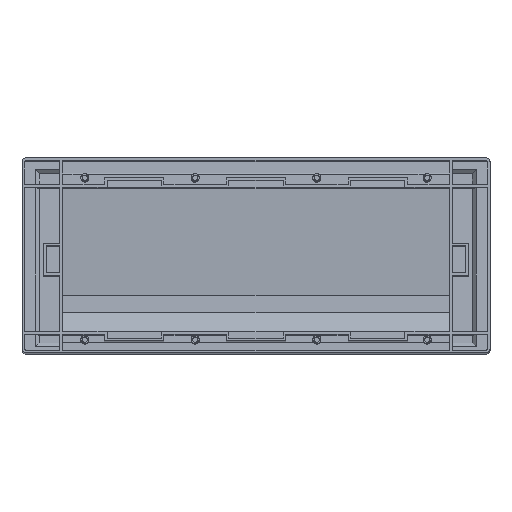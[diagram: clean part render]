
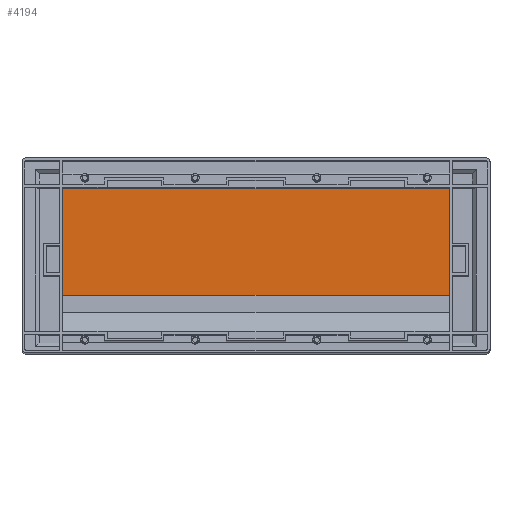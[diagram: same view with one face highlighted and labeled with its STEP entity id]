
A CAD part, top view. The second image highlights one B-rep face of the part: STEP entity #4194.
In plain terms, the highlighted planar face has unit normal (0, -0.005, 1).
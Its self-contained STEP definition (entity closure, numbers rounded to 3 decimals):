
#277=LINE('',#6665,#753);
#394=LINE('',#6905,#870);
#491=LINE('',#7124,#967);
#492=LINE('',#7125,#968);
#753=VECTOR('',#5038,10.);
#870=VECTOR('',#5237,10.);
#967=VECTOR('',#5446,10.);
#968=VECTOR('',#5447,10.);
#1167=PLANE('',#4499);
#1368=FACE_OUTER_BOUND('',#1619,.T.);
#1619=EDGE_LOOP('',(#3617,#3618,#3619,#3620));
#2019=VERTEX_POINT('',#6662);
#2020=VERTEX_POINT('',#6664);
#2101=VERTEX_POINT('',#6902);
#2102=VERTEX_POINT('',#6904);
#2470=EDGE_CURVE('',#2020,#2019,#277,.F.);
#2590=EDGE_CURVE('',#2102,#2101,#394,.F.);
#2701=EDGE_CURVE('',#2019,#2102,#491,.T.);
#2702=EDGE_CURVE('',#2101,#2020,#492,.T.);
#3617=ORIENTED_EDGE('',*,*,#2470,.T.);
#3618=ORIENTED_EDGE('',*,*,#2701,.T.);
#3619=ORIENTED_EDGE('',*,*,#2590,.T.);
#3620=ORIENTED_EDGE('',*,*,#2702,.T.);
#4194=ADVANCED_FACE('',(#1368),#1167,.T.);
#4499=AXIS2_PLACEMENT_3D('',#7123,#5444,#5445);
#5038=DIRECTION('',(0.,1.,0.005));
#5237=DIRECTION('',(0.,-1.,-0.005));
#5444=DIRECTION('center_axis',(0.,-0.005,1.));
#5445=DIRECTION('ref_axis',(1.,0.,0.));
#5446=DIRECTION('',(1.,0.,0.));
#5447=DIRECTION('',(-1.,0.,0.));
#6662=CARTESIAN_POINT('',(-145.75,207.105,0.671));
#6664=CARTESIAN_POINT('',(-145.75,286.14,1.042));
#6665=CARTESIAN_POINT('',(-145.75,213.785,0.703));
#6902=CARTESIAN_POINT('',(140.,286.14,1.042));
#6904=CARTESIAN_POINT('',(140.,207.105,0.671));
#6905=CARTESIAN_POINT('',(140.,267.102,0.953));
#7123=CARTESIAN_POINT('Origin',(-74.313,246.622,0.857));
#7124=CARTESIAN_POINT('',(-74.313,207.105,0.671));
#7125=CARTESIAN_POINT('',(-74.313,286.14,1.042));
